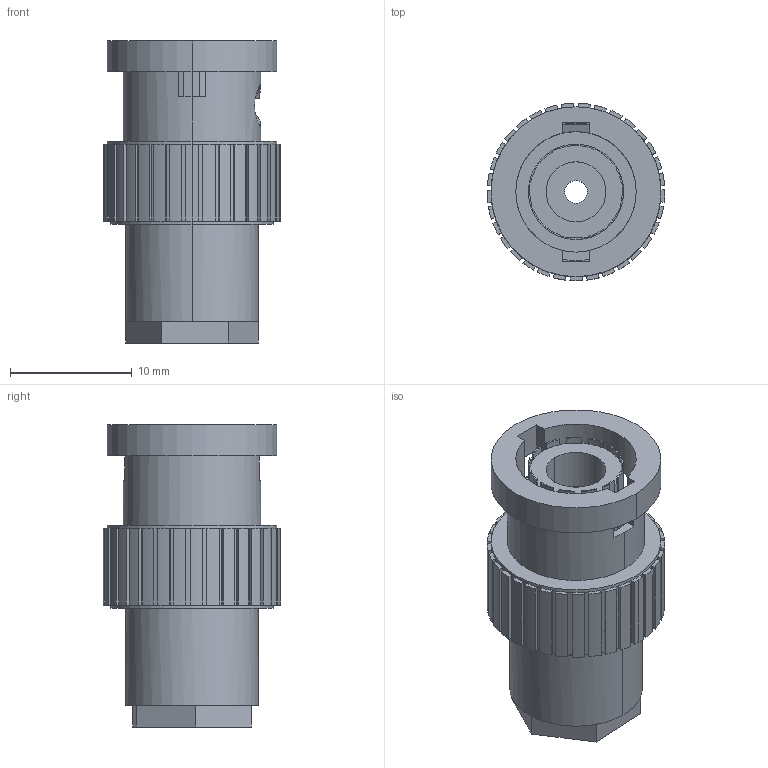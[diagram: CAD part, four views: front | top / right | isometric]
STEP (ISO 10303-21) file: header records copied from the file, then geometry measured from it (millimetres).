
FILE_DESCRIPTION (( 'STEP AP214' ), '1' );
FILE_NAME ('XB-st.step', '2017-07-10T08:58:51', ( 'install' ), ( '' ), 'SwSTEP 2.0', 'SolidWorks 2015', '' );
FILE_SCHEMA (( 'AUTOMOTIVE_DESIGN' ));
Length unit declared in the file: inch
Products named in the file (1): XB-st
Bounding box: 14.6 x 14.6 x 24.84 mm (x, y, z)
Volume: 2291.2 mm3; surface area: 2304.6 mm2
Topology: 1 solids, 1 shells, 302 faces, 843 edges, 547 vertices
Faces by surface type: plane 218, cylinder 84
Entity records: 9807 total; most frequent: CARTESIAN_POINT 1893, ORIENTED_EDGE 1686, DIRECTION 1633, EDGE_CURVE 843, LINE 563, VECTOR 563, VERTEX_POINT 547, AXIS2_PLACEMENT_3D 535
